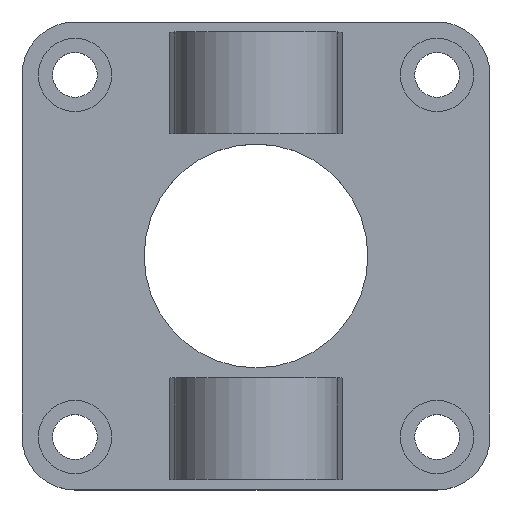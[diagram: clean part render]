
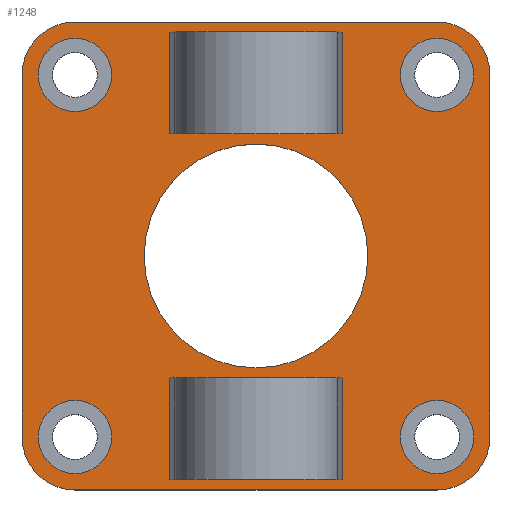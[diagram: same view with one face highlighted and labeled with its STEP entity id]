
A CAD part, top view. The second image highlights one B-rep face of the part: STEP entity #1248.
In plain terms, the highlighted planar face has unit normal (0, 0, 1).
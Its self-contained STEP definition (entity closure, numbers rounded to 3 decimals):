
#49=CARTESIAN_POINT('',(57.5,-44.5,14.));
#50=VERTEX_POINT('',#49);
#51=CARTESIAN_POINT('',(44.5,-57.5,14.));
#52=VERTEX_POINT('',#51);
#53=CARTESIAN_POINT('',(44.5,-44.5,14.));
#54=DIRECTION('',(0.0,0.0,-1.));
#55=DIRECTION('',(0.707,-0.707,0.0));
#56=AXIS2_PLACEMENT_3D('',#53,#54,#55);
#57=CIRCLE('',#56,13.0);
#58=EDGE_CURVE('',#50,#52,#57,.T.);
#100=CARTESIAN_POINT('',(57.5,44.5,14.));
#101=VERTEX_POINT('',#100);
#108=CARTESIAN_POINT('',(57.5,44.5,14.));
#109=DIRECTION('',(0.0,-1.0,0.0));
#110=VECTOR('',#109,89.0);
#111=LINE('',#108,#110);
#112=EDGE_CURVE('',#101,#50,#111,.T.);
#236=CARTESIAN_POINT('',(-57.5,44.5,14.));
#237=VERTEX_POINT('',#236);
#238=CARTESIAN_POINT('',(-44.5,57.5,14.));
#239=VERTEX_POINT('',#238);
#240=CARTESIAN_POINT('',(-44.5,44.5,14.));
#241=DIRECTION('',(0.0,0.0,-1.));
#242=DIRECTION('',(-0.707,0.707,0.0));
#243=AXIS2_PLACEMENT_3D('',#240,#241,#242);
#244=CIRCLE('',#243,13.0);
#245=EDGE_CURVE('',#237,#239,#244,.T.);
#269=CARTESIAN_POINT('',(44.5,57.5,14.));
#270=VERTEX_POINT('',#269);
#271=CARTESIAN_POINT('',(-44.5,57.5,14.));
#272=DIRECTION('',(1.0,0.0,0.0));
#273=VECTOR('',#272,89.0);
#274=LINE('',#271,#273);
#275=EDGE_CURVE('',#239,#270,#274,.T.);
#292=CARTESIAN_POINT('',(44.5,44.5,14.));
#293=DIRECTION('',(0.0,0.0,-1.));
#294=DIRECTION('',(0.707,0.707,0.0));
#295=AXIS2_PLACEMENT_3D('',#292,#293,#294);
#296=CIRCLE('',#295,13.0);
#297=EDGE_CURVE('',#270,#101,#296,.T.);
#310=CARTESIAN_POINT('',(-44.5,-57.5,14.));
#311=VERTEX_POINT('',#310);
#312=CARTESIAN_POINT('',(-57.5,-44.5,14.));
#313=VERTEX_POINT('',#312);
#314=CARTESIAN_POINT('',(-44.5,-44.5,14.));
#315=DIRECTION('',(0.0,0.0,-1.));
#316=DIRECTION('',(-0.707,-0.707,0.0));
#317=AXIS2_PLACEMENT_3D('',#314,#315,#316);
#318=CIRCLE('',#317,13.0);
#319=EDGE_CURVE('',#311,#313,#318,.T.);
#345=CARTESIAN_POINT('',(-57.5,-44.5,14.));
#346=DIRECTION('',(0.0,1.0,0.0));
#347=VECTOR('',#346,89.0);
#348=LINE('',#345,#347);
#349=EDGE_CURVE('',#313,#237,#348,.T.);
#380=CARTESIAN_POINT('',(53.5,-44.5,14.));
#381=VERTEX_POINT('',#380);
#382=CARTESIAN_POINT('',(44.5,-44.5,14.));
#383=DIRECTION('',(0.0,0.0,-1.0));
#384=DIRECTION('',(1.0,0.0,0.0));
#385=AXIS2_PLACEMENT_3D('',#382,#383,#384);
#386=CIRCLE('',#385,9.0);
#387=EDGE_CURVE('',#381,#381,#386,.T.);
#449=CARTESIAN_POINT('',(53.5,44.5,14.));
#450=VERTEX_POINT('',#449);
#451=CARTESIAN_POINT('',(44.5,44.5,14.));
#452=DIRECTION('',(0.0,0.0,-1.0));
#453=DIRECTION('',(1.0,0.0,0.0));
#454=AXIS2_PLACEMENT_3D('',#451,#452,#453);
#455=CIRCLE('',#454,9.0);
#456=EDGE_CURVE('',#450,#450,#455,.T.);
#518=CARTESIAN_POINT('',(-35.5,44.5,14.));
#519=VERTEX_POINT('',#518);
#520=CARTESIAN_POINT('',(-44.5,44.5,14.));
#521=DIRECTION('',(0.0,0.0,-1.0));
#522=DIRECTION('',(1.0,0.0,0.0));
#523=AXIS2_PLACEMENT_3D('',#520,#521,#522);
#524=CIRCLE('',#523,9.0);
#525=EDGE_CURVE('',#519,#519,#524,.T.);
#587=CARTESIAN_POINT('',(-35.5,-44.5,14.));
#588=VERTEX_POINT('',#587);
#589=CARTESIAN_POINT('',(-44.5,-44.5,14.));
#590=DIRECTION('',(0.0,0.0,-1.0));
#591=DIRECTION('',(1.0,0.0,0.0));
#592=AXIS2_PLACEMENT_3D('',#589,#590,#591);
#593=CIRCLE('',#592,9.0);
#594=EDGE_CURVE('',#588,#588,#593,.T.);
#886=CARTESIAN_POINT('',(27.5,0.,14.));
#887=VERTEX_POINT('',#886);
#888=CARTESIAN_POINT('',(0.0,0.0,14.));
#889=DIRECTION('',(0.0,0.0,-1.0));
#890=DIRECTION('',(-1.0,0.0,0.0));
#891=AXIS2_PLACEMENT_3D('',#888,#889,#890);
#892=CIRCLE('',#891,27.5);
#893=EDGE_CURVE('',#887,#887,#892,.T.);
#906=CARTESIAN_POINT('',(21.198,-30.0,14.));
#907=VERTEX_POINT('',#906);
#916=CARTESIAN_POINT('',(-21.198,-30.0,14.));
#917=VERTEX_POINT('',#916);
#918=CARTESIAN_POINT('',(21.198,-30.0,14.));
#919=DIRECTION('',(-1.0,0.0,0.0));
#920=VECTOR('',#919,42.396);
#921=LINE('',#918,#920);
#922=EDGE_CURVE('',#907,#917,#921,.T.);
#952=CARTESIAN_POINT('',(21.198,30.0,14.));
#953=VERTEX_POINT('',#952);
#969=CARTESIAN_POINT('',(-21.198,30.0,14.));
#970=VERTEX_POINT('',#969);
#977=CARTESIAN_POINT('',(21.198,30.0,14.));
#978=DIRECTION('',(-1.0,0.0,0.0));
#979=VECTOR('',#978,42.396);
#980=LINE('',#977,#979);
#981=EDGE_CURVE('',#953,#970,#980,.T.);
#1003=CARTESIAN_POINT('',(21.198,-55.0,14.));
#1004=VERTEX_POINT('',#1003);
#1011=CARTESIAN_POINT('',(21.198,-30.0,14.));
#1012=DIRECTION('',(0.0,-1.0,0.0));
#1013=VECTOR('',#1012,25.0);
#1014=LINE('',#1011,#1013);
#1015=EDGE_CURVE('',#907,#1004,#1014,.T.);
#1051=CARTESIAN_POINT('',(-21.198,-55.0,14.));
#1052=VERTEX_POINT('',#1051);
#1053=CARTESIAN_POINT('',(-21.198,-55.0,14.));
#1054=DIRECTION('',(0.0,1.0,0.0));
#1055=VECTOR('',#1054,25.0);
#1056=LINE('',#1053,#1055);
#1057=EDGE_CURVE('',#1052,#917,#1056,.T.);
#1075=CARTESIAN_POINT('',(21.198,-55.0,14.));
#1076=DIRECTION('',(-1.0,0.0,0.0));
#1077=VECTOR('',#1076,42.396);
#1078=LINE('',#1075,#1077);
#1079=EDGE_CURVE('',#1004,#1052,#1078,.T.);
#1095=CARTESIAN_POINT('',(21.198,55.0,14.));
#1096=VERTEX_POINT('',#1095);
#1097=CARTESIAN_POINT('',(21.198,55.0,14.));
#1098=DIRECTION('',(0.0,-1.0,0.0));
#1099=VECTOR('',#1098,25.0);
#1100=LINE('',#1097,#1099);
#1101=EDGE_CURVE('',#1096,#953,#1100,.T.);
#1152=CARTESIAN_POINT('',(-21.198,55.0,14.));
#1153=VERTEX_POINT('',#1152);
#1160=CARTESIAN_POINT('',(-21.198,30.0,14.));
#1161=DIRECTION('',(0.0,1.0,0.0));
#1162=VECTOR('',#1161,25.0);
#1163=LINE('',#1160,#1162);
#1164=EDGE_CURVE('',#970,#1153,#1163,.T.);
#1175=CARTESIAN_POINT('',(-21.198,55.0,14.));
#1176=DIRECTION('',(1.0,0.0,0.0));
#1177=VECTOR('',#1176,42.396);
#1178=LINE('',#1175,#1177);
#1179=EDGE_CURVE('',#1153,#1096,#1178,.T.);
#1195=CARTESIAN_POINT('',(44.5,-57.5,14.));
#1196=DIRECTION('',(-1.0,0.0,0.0));
#1197=VECTOR('',#1196,89.0);
#1198=LINE('',#1195,#1197);
#1199=EDGE_CURVE('',#52,#311,#1198,.T.);
#1206=CARTESIAN_POINT('',(0.0,0.,14.));
#1207=DIRECTION('',(0.0,0.0,1.0));
#1208=DIRECTION('',(1.0,0.0,0.0));
#1209=AXIS2_PLACEMENT_3D('',#1206,#1207,#1208);
#1210=PLANE('',#1209);
#1211=ORIENTED_EDGE('',*,*,#58,.F.);
#1212=ORIENTED_EDGE('',*,*,#112,.F.);
#1213=ORIENTED_EDGE('',*,*,#297,.F.);
#1214=ORIENTED_EDGE('',*,*,#275,.F.);
#1215=ORIENTED_EDGE('',*,*,#245,.F.);
#1216=ORIENTED_EDGE('',*,*,#349,.F.);
#1217=ORIENTED_EDGE('',*,*,#319,.F.);
#1218=ORIENTED_EDGE('',*,*,#1199,.F.);
#1219=EDGE_LOOP('',(#1211,#1212,#1213,#1214,#1215,#1216,#1217,#1218));
#1220=FACE_OUTER_BOUND('',#1219,.T.);
#1221=ORIENTED_EDGE('',*,*,#387,.T.);
#1222=EDGE_LOOP('',(#1221));
#1223=FACE_BOUND('',#1222,.T.);
#1224=ORIENTED_EDGE('',*,*,#456,.T.);
#1225=EDGE_LOOP('',(#1224));
#1226=FACE_BOUND('',#1225,.T.);
#1227=ORIENTED_EDGE('',*,*,#525,.T.);
#1228=EDGE_LOOP('',(#1227));
#1229=FACE_BOUND('',#1228,.T.);
#1230=ORIENTED_EDGE('',*,*,#594,.T.);
#1231=EDGE_LOOP('',(#1230));
#1232=FACE_BOUND('',#1231,.T.);
#1233=ORIENTED_EDGE('',*,*,#893,.T.);
#1234=EDGE_LOOP('',(#1233));
#1235=FACE_BOUND('',#1234,.T.);
#1236=ORIENTED_EDGE('',*,*,#1015,.T.);
#1237=ORIENTED_EDGE('',*,*,#1079,.T.);
#1238=ORIENTED_EDGE('',*,*,#1057,.T.);
#1239=ORIENTED_EDGE('',*,*,#922,.F.);
#1240=EDGE_LOOP('',(#1236,#1237,#1238,#1239));
#1241=FACE_BOUND('',#1240,.T.);
#1242=ORIENTED_EDGE('',*,*,#981,.T.);
#1243=ORIENTED_EDGE('',*,*,#1164,.T.);
#1244=ORIENTED_EDGE('',*,*,#1179,.T.);
#1245=ORIENTED_EDGE('',*,*,#1101,.T.);
#1246=EDGE_LOOP('',(#1242,#1243,#1244,#1245));
#1247=FACE_BOUND('',#1246,.T.);
#1248=ADVANCED_FACE('',(#1220,#1223,#1226,#1229,#1232,#1235,#1241,#1247),#1210,.T.);
